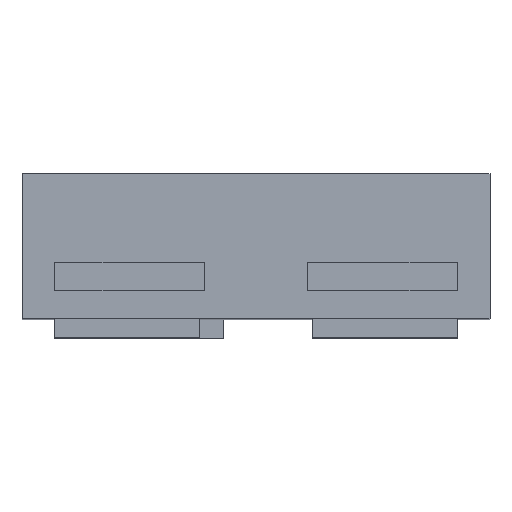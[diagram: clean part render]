
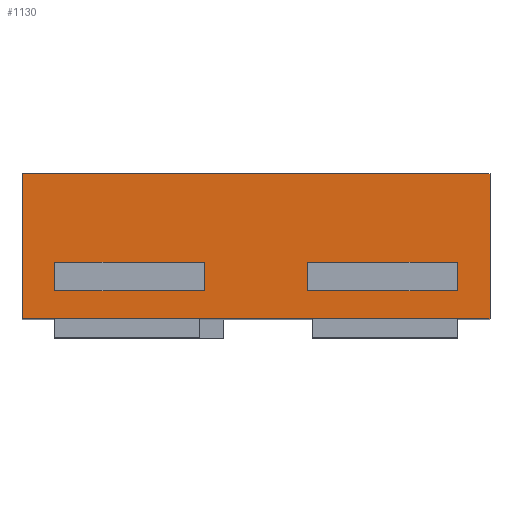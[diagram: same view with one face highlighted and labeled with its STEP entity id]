
A CAD part, top view. The second image highlights one B-rep face of the part: STEP entity #1130.
In plain terms, the highlighted planar face has unit normal (0, 0, 1).
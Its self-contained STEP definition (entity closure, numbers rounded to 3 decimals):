
#103 = FACE_OUTER_BOUND ( 'NONE', #2430, .T. ) ;
#111 = LINE ( 'NONE', #470, #3240 ) ;
#116 = EDGE_CURVE ( 'NONE', #904, #1891, #2960, .T. ) ;
#126 = FACE_BOUND ( 'NONE', #4530, .T. ) ;
#199 = EDGE_CURVE ( 'NONE', #1891, #4207, #3193, .T. ) ;
#203 = VECTOR ( 'NONE', #1500, 1000. ) ;
#241 = DIRECTION ( 'NONE',  ( 0., 1., 0. ) ) ;
#250 = CARTESIAN_POINT ( 'NONE',  ( 0.5, 0.04, 0.675 ) ) ;
#283 = DIRECTION ( 'NONE',  ( -1., 0., 0. ) ) ;
#289 = ORIENTED_EDGE ( 'NONE', *, *, #3682, .T. ) ;
#332 = CARTESIAN_POINT ( 'NONE',  ( 0.11, 0.16, 0.675 ) ) ;
#333 = VERTEX_POINT ( 'NONE', #250 ) ;
#403 = VECTOR ( 'NONE', #2896, 1000. ) ;
#445 = CARTESIAN_POINT ( 'NONE',  ( -0.11, 0.16, 0.675 ) ) ;
#460 = VERTEX_POINT ( 'NONE', #2343 ) ;
#470 = CARTESIAN_POINT ( 'NONE',  ( -0.5, 2.38, 0.675 ) ) ;
#508 = ORIENTED_EDGE ( 'NONE', *, *, #3754, .F. ) ;
#525 = VERTEX_POINT ( 'NONE', #445 ) ;
#531 = ORIENTED_EDGE ( 'NONE', *, *, #1514, .F. ) ;
#622 = LINE ( 'NONE', #2602, #2308 ) ;
#663 = EDGE_CURVE ( 'NONE', #4521, #460, #111, .T. ) ;
#765 = DIRECTION ( 'NONE',  ( 1., 0., 0. ) ) ;
#787 = CARTESIAN_POINT ( 'NONE',  ( 0.5, 0.35, 0.675 ) ) ;
#823 = VECTOR ( 'NONE', #1043, 1000. ) ;
#838 = EDGE_CURVE ( 'NONE', #4892, #2537, #2256, .T. ) ;
#904 = VERTEX_POINT ( 'NONE', #4299 ) ;
#1043 = DIRECTION ( 'NONE',  ( 0., -1., 0. ) ) ;
#1130 = ADVANCED_FACE ( 'NONE', ( #2096, #126, #103 ), #3670, .F. ) ;
#1193 = DIRECTION ( 'NONE',  ( 0., 1., 0. ) ) ;
#1197 = EDGE_CURVE ( 'NONE', #2873, #4892, #622, .T. ) ;
#1213 = CARTESIAN_POINT ( 'NONE',  ( -0.5, 0.35, 0.675 ) ) ;
#1254 = DIRECTION ( 'NONE',  ( 1., 0., 0. ) ) ;
#1500 = DIRECTION ( 'NONE',  ( 1., 0., 0. ) ) ;
#1514 = EDGE_CURVE ( 'NONE', #2537, #2614, #3782, .T. ) ;
#1528 = CARTESIAN_POINT ( 'NONE',  ( 0.43, 0.1, 0.675 ) ) ;
#1763 = ORIENTED_EDGE ( 'NONE', *, *, #4517, .F. ) ;
#1768 = CARTESIAN_POINT ( 'NONE',  ( 0.5, 2.38, 0.675 ) ) ;
#1860 = ORIENTED_EDGE ( 'NONE', *, *, #2448, .F. ) ;
#1891 = VERTEX_POINT ( 'NONE', #2699 ) ;
#1924 = CARTESIAN_POINT ( 'NONE',  ( 0.43, 0.1, 0.675 ) ) ;
#1990 = ORIENTED_EDGE ( 'NONE', *, *, #2427, .F. ) ;
#2001 = LINE ( 'NONE', #3553, #4905 ) ;
#2021 = ORIENTED_EDGE ( 'NONE', *, *, #2993, .F. ) ;
#2056 = DIRECTION ( 'NONE',  ( 0., -1., 0. ) ) ;
#2096 = FACE_BOUND ( 'NONE', #2560, .T. ) ;
#2099 = CARTESIAN_POINT ( 'NONE',  ( -0.11, 0.1, 0.675 ) ) ;
#2142 = CARTESIAN_POINT ( 'NONE',  ( 0.43, 0.16, 0.675 ) ) ;
#2210 = ORIENTED_EDGE ( 'NONE', *, *, #116, .F. ) ;
#2251 = CARTESIAN_POINT ( 'NONE',  ( 0.11, 0.1, 0.675 ) ) ;
#2256 = LINE ( 'NONE', #3764, #5055 ) ;
#2302 = CARTESIAN_POINT ( 'NONE',  ( 0.11, 0.1, 0.675 ) ) ;
#2308 = VECTOR ( 'NONE', #283, 1000. ) ;
#2343 = CARTESIAN_POINT ( 'NONE',  ( -0.5, 0.04, 0.675 ) ) ;
#2390 = LINE ( 'NONE', #787, #2488 ) ;
#2427 = EDGE_CURVE ( 'NONE', #4207, #525, #4864, .T. ) ;
#2430 = EDGE_LOOP ( 'NONE', ( #508, #4238, #289, #1860 ) ) ;
#2448 = EDGE_CURVE ( 'NONE', #4130, #333, #3237, .T. ) ;
#2488 = VECTOR ( 'NONE', #1254, 1000. ) ;
#2537 = VERTEX_POINT ( 'NONE', #2251 ) ;
#2560 = EDGE_LOOP ( 'NONE', ( #1990, #4649, #2210, #2021 ) ) ;
#2602 = CARTESIAN_POINT ( 'NONE',  ( 0.43, 0.16, 0.675 ) ) ;
#2614 = VERTEX_POINT ( 'NONE', #1924 ) ;
#2699 = CARTESIAN_POINT ( 'NONE',  ( -0.43, 0.1, 0.675 ) ) ;
#2729 = ORIENTED_EDGE ( 'NONE', *, *, #1197, .F. ) ;
#2731 = CARTESIAN_POINT ( 'NONE',  ( 0.5, 0.35, 0.675 ) ) ;
#2779 = DIRECTION ( 'NONE',  ( -1., 0., 0. ) ) ;
#2873 = VERTEX_POINT ( 'NONE', #2142 ) ;
#2896 = DIRECTION ( 'NONE',  ( 1., 0., 0. ) ) ;
#2932 = CARTESIAN_POINT ( 'NONE',  ( -0.11, 0.1, 0.675 ) ) ;
#2934 = AXIS2_PLACEMENT_3D ( 'NONE', #4373, #3701, #4783 ) ;
#2960 = LINE ( 'NONE', #4938, #823 ) ;
#2993 = EDGE_CURVE ( 'NONE', #525, #904, #2001, .T. ) ;
#3193 = LINE ( 'NONE', #4050, #403 ) ;
#3237 = LINE ( 'NONE', #1768, #4366 ) ;
#3240 = VECTOR ( 'NONE', #2056, 1000. ) ;
#3370 = ORIENTED_EDGE ( 'NONE', *, *, #838, .F. ) ;
#3420 = VECTOR ( 'NONE', #1193, 1000. ) ;
#3513 = LINE ( 'NONE', #5057, #4611 ) ;
#3553 = CARTESIAN_POINT ( 'NONE',  ( -0.11, 0.16, 0.675 ) ) ;
#3670 = PLANE ( 'NONE',  #2934 ) ;
#3682 = EDGE_CURVE ( 'NONE', #460, #333, #3513, .T. ) ;
#3701 = DIRECTION ( 'NONE',  ( 0., 0., -1. ) ) ;
#3754 = EDGE_CURVE ( 'NONE', #4521, #4130, #2390, .T. ) ;
#3764 = CARTESIAN_POINT ( 'NONE',  ( 0.11, 0.16, 0.675 ) ) ;
#3782 = LINE ( 'NONE', #2302, #203 ) ;
#4050 = CARTESIAN_POINT ( 'NONE',  ( -0.43, 0.1, 0.675 ) ) ;
#4130 = VERTEX_POINT ( 'NONE', #2731 ) ;
#4146 = DIRECTION ( 'NONE',  ( 0., -1., 0. ) ) ;
#4207 = VERTEX_POINT ( 'NONE', #2099 ) ;
#4225 = DIRECTION ( 'NONE',  ( 0., -1., 0. ) ) ;
#4238 = ORIENTED_EDGE ( 'NONE', *, *, #663, .T. ) ;
#4295 = LINE ( 'NONE', #1528, #3420 ) ;
#4299 = CARTESIAN_POINT ( 'NONE',  ( -0.43, 0.16, 0.675 ) ) ;
#4366 = VECTOR ( 'NONE', #4146, 1000. ) ;
#4373 = CARTESIAN_POINT ( 'NONE',  ( 0.5, 2.38, 0.675 ) ) ;
#4517 = EDGE_CURVE ( 'NONE', #2614, #2873, #4295, .T. ) ;
#4521 = VERTEX_POINT ( 'NONE', #1213 ) ;
#4530 = EDGE_LOOP ( 'NONE', ( #2729, #1763, #531, #3370 ) ) ;
#4611 = VECTOR ( 'NONE', #765, 1000. ) ;
#4649 = ORIENTED_EDGE ( 'NONE', *, *, #199, .F. ) ;
#4783 = DIRECTION ( 'NONE',  ( -1., 0., 0. ) ) ;
#4864 = LINE ( 'NONE', #2932, #5031 ) ;
#4892 = VERTEX_POINT ( 'NONE', #332 ) ;
#4905 = VECTOR ( 'NONE', #2779, 1000. ) ;
#4938 = CARTESIAN_POINT ( 'NONE',  ( -0.43, 0.16, 0.675 ) ) ;
#5031 = VECTOR ( 'NONE', #241, 1000. ) ;
#5055 = VECTOR ( 'NONE', #4225, 1000. ) ;
#5057 = CARTESIAN_POINT ( 'NONE',  ( 0.5, 0.04, 0.675 ) ) ;
